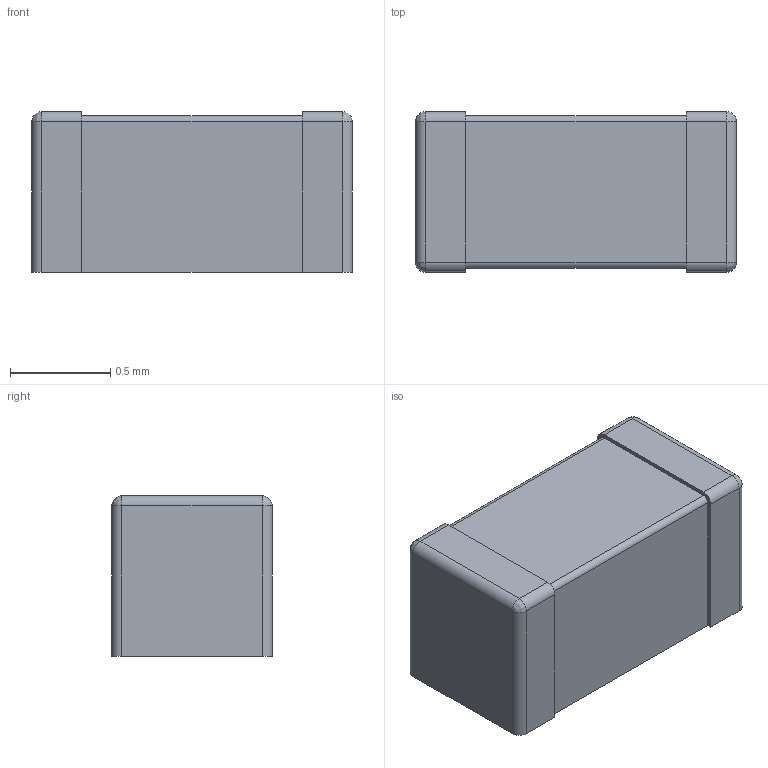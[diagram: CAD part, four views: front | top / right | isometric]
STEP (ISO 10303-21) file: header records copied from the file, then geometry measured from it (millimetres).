
FILE_DESCRIPTION (( 'STEP AP214' ), '1' );
FILE_NAME ('CC0603.STEP', '2017-12-21T08:10:49', ( 'Sky123.Org' ), ( 'Sky123.Org' ), 'SwSTEP 2.0', 'SolidWorks 2013', '' );
FILE_SCHEMA (( 'AUTOMOTIVE_DESIGN' ));
Length unit declared in the file: millimetre
Products named in the file (1): CC0603
Bounding box: 1.6 x 0.8 x 0.8 mm (x, y, z)
Volume: 1 mm3; surface area: 6.2 mm2
Topology: 1 solids, 1 shells, 30 faces, 76 edges, 44 vertices
Faces by surface type: plane 14, cylinder 12, bspline 4
Entity records: 1272 total; most frequent: CARTESIAN_POINT 207, DIRECTION 150, ORIENTED_EDGE 144, EDGE_CURVE 72, AXIS2_PLACEMENT_3D 51, VECTOR 48, LINE 48, VERTEX_POINT 44
